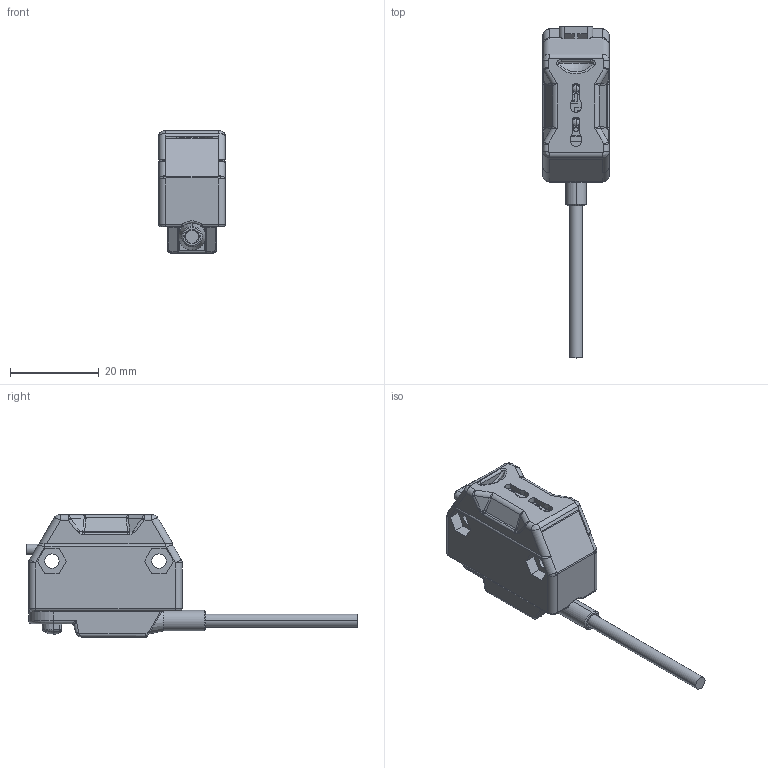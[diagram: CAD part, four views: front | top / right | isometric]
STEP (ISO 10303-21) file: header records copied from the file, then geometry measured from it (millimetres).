
FILE_DESCRIPTION((''),'2;1');
FILE_NAME('139430_SW','2008-05-05T',('banengservice'),('BANNER ENGINEERING'),'PRO/ENGINEER BY PARAMETRIC TECHNOLOGY CORPORATION, 2006170','PRO/ENGINEER BY PARAMETRIC TECHNOLOGY CORPORATION, 2006170','');
FILE_SCHEMA(('CONFIG_CONTROL_DESIGN'));
Length unit declared in the file: inch
Products named in the file (1): 139430_SW
Bounding box: 15 x 74.71 x 27.5 mm (x, y, z)
Volume: 6882.2 mm3; surface area: 9653.8 mm2
Topology: 2 solids, 2 shells, 986 faces, 2530 edges, 1551 vertices
Faces by surface type: plane 469, cylinder 300, bspline 111, torus 55, cone 29, sphere 14, revolution 8
Entity records: 34667 total; most frequent: CARTESIAN_POINT 11332, ORIENTED_EDGE 5030, DIRECTION 4631, EDGE_CURVE 2515, VERTEX_POINT 1551, VECTOR 1545, LINE 1545, AXIS2_PLACEMENT_3D 1539
